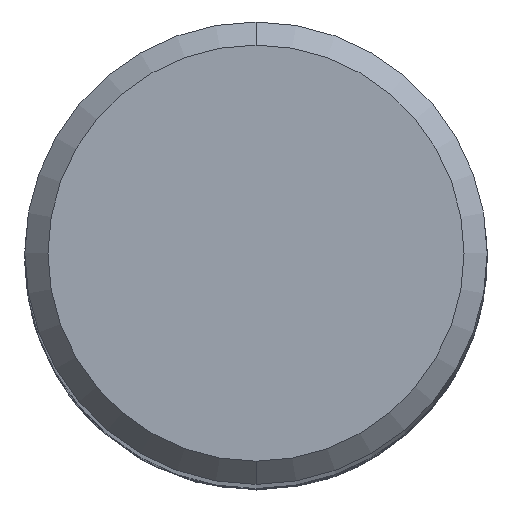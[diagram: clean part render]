
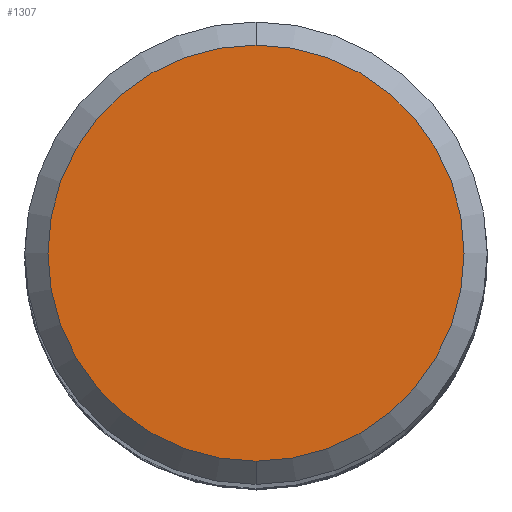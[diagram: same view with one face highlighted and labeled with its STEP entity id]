
A CAD part, top view. The second image highlights one B-rep face of the part: STEP entity #1307.
In plain terms, the highlighted planar face has unit normal (0, 0, 1).
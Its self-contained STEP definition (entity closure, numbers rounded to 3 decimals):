
#723=EDGE_CURVE('',#1221,#743,#2103,.T.);
#743=VERTEX_POINT('',#2124);
#1221=VERTEX_POINT('',#2647);
#1307=ADVANCED_FACE('',(#2741),#2742,.T.);
#1407=EDGE_CURVE('',#743,#1221,#2847,.T.);
#2103=CIRCLE('',#3818,3.6);
#2124=CARTESIAN_POINT('',(0.,-3.6,0.0));
#2647=CARTESIAN_POINT('',(0.0,3.6,0.0));
#2741=FACE_OUTER_BOUND('',#11828,.T.);
#2742=PLANE('',#11829);
#2847=CIRCLE('',#12417,3.6);
#3818=AXIS2_PLACEMENT_3D('',#20449,#20450,#20451);
#11828=EDGE_LOOP('',(#21092,#21093));
#11829=AXIS2_PLACEMENT_3D('',#21094,#21095,#21096);
#12417=AXIS2_PLACEMENT_3D('',#21180,#21181,#21182);
#20449=CARTESIAN_POINT('',(0.0,0.0,0.0));
#20450=DIRECTION('',(0.0,0.0,-1.0));
#20451=DIRECTION('',(0.0,1.0,0.0));
#21092=ORIENTED_EDGE('',*,*,#723,.F.);
#21093=ORIENTED_EDGE('',*,*,#1407,.F.);
#21094=CARTESIAN_POINT('',(0.0,1.8,0.0));
#21095=DIRECTION('',(-0.0,0.0,1.0));
#21096=DIRECTION('',(0.0,-1.0,0.0));
#21180=CARTESIAN_POINT('',(0.0,0.0,0.0));
#21181=DIRECTION('',(0.0,0.0,-1.0));
#21182=DIRECTION('',(0.0,1.0,0.0));
